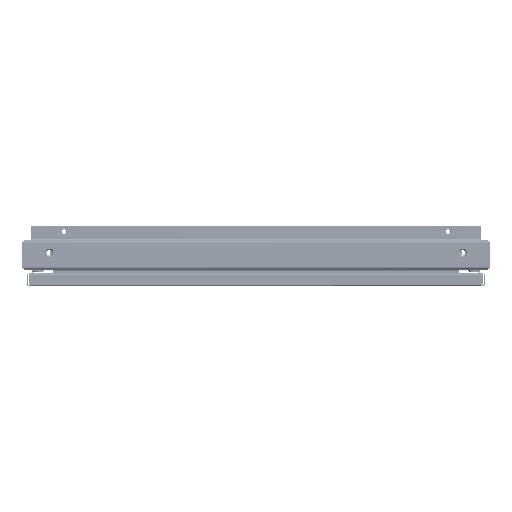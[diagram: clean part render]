
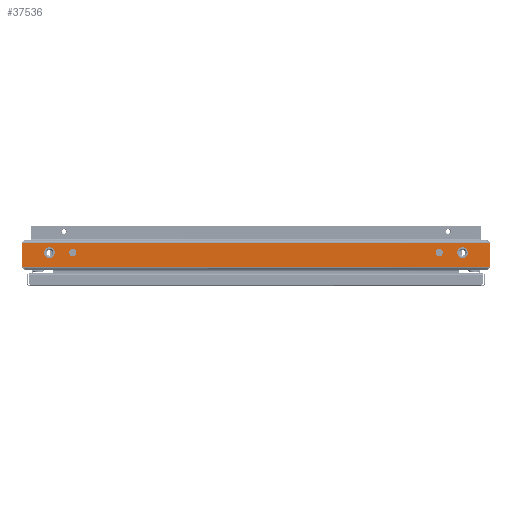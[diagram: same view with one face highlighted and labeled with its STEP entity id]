
A CAD part, front view. The second image highlights one B-rep face of the part: STEP entity #37536.
In plain terms, the highlighted face is planar.
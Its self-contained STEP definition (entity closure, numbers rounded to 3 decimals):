
#560 = ORIENTED_EDGE ( 'NONE', *, *, #60640, .F. ) ;
#996 = EDGE_CURVE ( 'NONE', #55634, #32183, #47321, .T. ) ;
#1693 = CIRCLE ( 'NONE', #37365, 5.5 ) ;
#3366 = FACE_BOUND ( 'NONE', #23556, .T. ) ;
#4240 = CARTESIAN_POINT ( 'NONE',  ( 269., -3.319, 0. ) ) ;
#5270 = DIRECTION ( 'NONE',  ( 1., 0., 0. ) ) ;
#6014 = CARTESIAN_POINT ( 'NONE',  ( -350., -18., 0. ) ) ;
#6653 = ORIENTED_EDGE ( 'NONE', *, *, #996, .T. ) ;
#7317 = VERTEX_POINT ( 'NONE', #40056 ) ;
#7642 = CIRCLE ( 'NONE', #59916, 8. ) ;
#7663 = VECTOR ( 'NONE', #21433, 1000. ) ;
#7811 = VERTEX_POINT ( 'NONE', #35133 ) ;
#8004 = EDGE_LOOP ( 'NONE', ( #69579, #42559 ) ) ;
#8212 = CIRCLE ( 'NONE', #10590, 8. ) ;
#9191 = ORIENTED_EDGE ( 'NONE', *, *, #66552, .T. ) ;
#9382 = DIRECTION ( 'NONE',  ( -1., 0., 0. ) ) ;
#9432 = EDGE_CURVE ( 'NONE', #26508, #55634, #67784, .T. ) ;
#10129 = VERTEX_POINT ( 'NONE', #33654 ) ;
#10590 = AXIS2_PLACEMENT_3D ( 'NONE', #33803, #12194, #28954 ) ;
#10644 = LINE ( 'NONE', #72456, #7663 ) ;
#10907 = DIRECTION ( 'NONE',  ( 1., 0., 0. ) ) ;
#12194 = DIRECTION ( 'NONE',  ( 0., 0., 1. ) ) ;
#12828 = EDGE_CURVE ( 'NONE', #38636, #23447, #10644, .T. ) ;
#12931 = CARTESIAN_POINT ( 'NONE',  ( -274.5, -3.319, 0. ) ) ;
#13290 = CARTESIAN_POINT ( 'NONE',  ( -317.5, -3.319, 0. ) ) ;
#14632 = CIRCLE ( 'NONE', #40787, 5.5 ) ;
#16531 = EDGE_CURVE ( 'NONE', #46829, #10129, #21311, .T. ) ;
#16876 = CARTESIAN_POINT ( 'NONE',  ( 350., 18., 0. ) ) ;
#17439 = CARTESIAN_POINT ( 'NONE',  ( 274.5, -3.319, 0. ) ) ;
#17806 = DIRECTION ( 'NONE',  ( 0., 0., -1. ) ) ;
#18317 = CARTESIAN_POINT ( 'NONE',  ( -301.5, -3.319, 0. ) ) ;
#18408 = LINE ( 'NONE', #18767, #62748 ) ;
#18767 = CARTESIAN_POINT ( 'NONE',  ( -350., -18., 0. ) ) ;
#19238 = DIRECTION ( 'NONE',  ( 0., 0., -1. ) ) ;
#19388 = VERTEX_POINT ( 'NONE', #70888 ) ;
#19745 = PLANE ( 'NONE',  #59922 ) ;
#20177 = CARTESIAN_POINT ( 'NONE',  ( -269., -3.319, 0. ) ) ;
#20712 = EDGE_CURVE ( 'NONE', #51800, #35901, #14632, .T. ) ;
#21311 = CIRCLE ( 'NONE', #32009, 8. ) ;
#21433 = DIRECTION ( 'NONE',  ( 1., 0., 0. ) ) ;
#21546 = VECTOR ( 'NONE', #56160, 1000. ) ;
#21950 = VECTOR ( 'NONE', #23117, 1000. ) ;
#23117 = DIRECTION ( 'NONE',  ( 1., 0., 0. ) ) ;
#23447 = VERTEX_POINT ( 'NONE', #35102 ) ;
#23556 = EDGE_LOOP ( 'NONE', ( #560, #48308 ) ) ;
#23756 = DIRECTION ( 'NONE',  ( -1., 0., 0. ) ) ;
#23876 = DIRECTION ( 'NONE',  ( -1., 0., 0. ) ) ;
#24825 = DIRECTION ( 'NONE',  ( 0., 0., 1. ) ) ;
#25100 = DIRECTION ( 'NONE',  ( 1., 0., 0. ) ) ;
#25698 = FACE_BOUND ( 'NONE', #53399, .T. ) ;
#26128 = EDGE_CURVE ( 'NONE', #23447, #19388, #18408, .T. ) ;
#26508 = VERTEX_POINT ( 'NONE', #29499 ) ;
#27476 = EDGE_LOOP ( 'NONE', ( #51722, #42240 ) ) ;
#27541 = EDGE_CURVE ( 'NONE', #32183, #70966, #45546, .T. ) ;
#28585 = AXIS2_PLACEMENT_3D ( 'NONE', #12931, #24825, #35651 ) ;
#28747 = ORIENTED_EDGE ( 'NONE', *, *, #9432, .T. ) ;
#28954 = DIRECTION ( 'NONE',  ( 1., 0., 0. ) ) ;
#29499 = CARTESIAN_POINT ( 'NONE',  ( 348., 18., 0. ) ) ;
#29843 = CARTESIAN_POINT ( 'NONE',  ( 350., 18., 0. ) ) ;
#30184 = CARTESIAN_POINT ( 'NONE',  ( -280., -3.319, 0. ) ) ;
#31659 = FACE_BOUND ( 'NONE', #8004, .T. ) ;
#32009 = AXIS2_PLACEMENT_3D ( 'NONE', #63772, #55163, #9382 ) ;
#32183 = VERTEX_POINT ( 'NONE', #45479 ) ;
#32389 = CARTESIAN_POINT ( 'NONE',  ( 0., 0., 0. ) ) ;
#33654 = CARTESIAN_POINT ( 'NONE',  ( 317.5, -3.319, 0. ) ) ;
#33803 = CARTESIAN_POINT ( 'NONE',  ( -309.5, -3.319, 0. ) ) ;
#34374 = LINE ( 'NONE', #16876, #70459 ) ;
#34866 = EDGE_CURVE ( 'NONE', #19388, #7811, #68788, .T. ) ;
#35102 = CARTESIAN_POINT ( 'NONE',  ( 347.935, -18., 0. ) ) ;
#35133 = CARTESIAN_POINT ( 'NONE',  ( 350., 18., 0. ) ) ;
#35624 = CARTESIAN_POINT ( 'NONE',  ( 309.5, -3.319, 0. ) ) ;
#35651 = DIRECTION ( 'NONE',  ( 1., 0., 0. ) ) ;
#35901 = VERTEX_POINT ( 'NONE', #20177 ) ;
#36883 = FACE_BOUND ( 'NONE', #27476, .T. ) ;
#37365 = AXIS2_PLACEMENT_3D ( 'NONE', #52394, #19238, #46440 ) ;
#37536 = ADVANCED_FACE ( 'NONE', ( #36883, #25698, #31659, #3366, #71861 ), #19745, .F. ) ;
#37966 = CARTESIAN_POINT ( 'NONE',  ( 301.5, -3.319, 0. ) ) ;
#38528 = CARTESIAN_POINT ( 'NONE',  ( -348., 18., 0. ) ) ;
#38636 = VERTEX_POINT ( 'NONE', #70909 ) ;
#38872 = EDGE_CURVE ( 'NONE', #43877, #59504, #7642, .T. ) ;
#39064 = ORIENTED_EDGE ( 'NONE', *, *, #40484, .T. ) ;
#39877 = CARTESIAN_POINT ( 'NONE',  ( 350., 18., 0. ) ) ;
#40056 = CARTESIAN_POINT ( 'NONE',  ( 280., -3.319, 0. ) ) ;
#40079 = EDGE_CURVE ( 'NONE', #70966, #38636, #41000, .T. ) ;
#40331 = DIRECTION ( 'NONE',  ( 0., -1., 0. ) ) ;
#40484 = EDGE_CURVE ( 'NONE', #7317, #72105, #68379, .T. ) ;
#40522 = CARTESIAN_POINT ( 'NONE',  ( 350., -22., 0. ) ) ;
#40628 = DIRECTION ( 'NONE',  ( -1., 0., 0. ) ) ;
#40747 = ORIENTED_EDGE ( 'NONE', *, *, #26128, .T. ) ;
#40787 = AXIS2_PLACEMENT_3D ( 'NONE', #71987, #43693, #10907 ) ;
#41000 = LINE ( 'NONE', #6014, #21950 ) ;
#41640 = CIRCLE ( 'NONE', #28585, 5.5 ) ;
#41910 = ORIENTED_EDGE ( 'NONE', *, *, #34866, .T. ) ;
#42073 = VECTOR ( 'NONE', #23876, 1000. ) ;
#42240 = ORIENTED_EDGE ( 'NONE', *, *, #16531, .T. ) ;
#42559 = ORIENTED_EDGE ( 'NONE', *, *, #38872, .F. ) ;
#43693 = DIRECTION ( 'NONE',  ( 0., 0., 1. ) ) ;
#43877 = VERTEX_POINT ( 'NONE', #13290 ) ;
#44304 = VECTOR ( 'NONE', #40628, 1000. ) ;
#45479 = CARTESIAN_POINT ( 'NONE',  ( -350., 18., 0. ) ) ;
#45546 = LINE ( 'NONE', #51850, #53373 ) ;
#46440 = DIRECTION ( 'NONE',  ( -1., 0., 0. ) ) ;
#46829 = VERTEX_POINT ( 'NONE', #37966 ) ;
#47158 = DIRECTION ( 'NONE',  ( 0., 0., -1. ) ) ;
#47321 = LINE ( 'NONE', #29843, #42073 ) ;
#48308 = ORIENTED_EDGE ( 'NONE', *, *, #20712, .F. ) ;
#48419 = DIRECTION ( 'NONE',  ( -1., 0., 0. ) ) ;
#50619 = ORIENTED_EDGE ( 'NONE', *, *, #12828, .T. ) ;
#51019 = EDGE_CURVE ( 'NONE', #7811, #26508, #34374, .T. ) ;
#51722 = ORIENTED_EDGE ( 'NONE', *, *, #70185, .T. ) ;
#51800 = VERTEX_POINT ( 'NONE', #30184 ) ;
#51850 = CARTESIAN_POINT ( 'NONE',  ( -350., -22., 0. ) ) ;
#52394 = CARTESIAN_POINT ( 'NONE',  ( 274.5, -3.319, 0. ) ) ;
#53373 = VECTOR ( 'NONE', #40331, 1000. ) ;
#53399 = EDGE_LOOP ( 'NONE', ( #39064, #9191 ) ) ;
#53482 = DIRECTION ( 'NONE',  ( -1., 0., 0. ) ) ;
#55163 = DIRECTION ( 'NONE',  ( 0., 0., -1. ) ) ;
#55634 = VERTEX_POINT ( 'NONE', #38528 ) ;
#55650 = AXIS2_PLACEMENT_3D ( 'NONE', #35624, #47158, #53482 ) ;
#56160 = DIRECTION ( 'NONE',  ( 0., 1., 0. ) ) ;
#56716 = DIRECTION ( 'NONE',  ( -1., 0., 0. ) ) ;
#59504 = VERTEX_POINT ( 'NONE', #18317 ) ;
#59871 = ORIENTED_EDGE ( 'NONE', *, *, #51019, .T. ) ;
#59916 = AXIS2_PLACEMENT_3D ( 'NONE', #72285, #67053, #5270 ) ;
#59922 = AXIS2_PLACEMENT_3D ( 'NONE', #32389, #66627, #48419 ) ;
#60640 = EDGE_CURVE ( 'NONE', #35901, #51800, #41640, .T. ) ;
#61431 = AXIS2_PLACEMENT_3D ( 'NONE', #17439, #17806, #23756 ) ;
#61903 = CARTESIAN_POINT ( 'NONE',  ( -350., -18., 0. ) ) ;
#62748 = VECTOR ( 'NONE', #25100, 1000. ) ;
#63772 = CARTESIAN_POINT ( 'NONE',  ( 309.5, -3.319, 0. ) ) ;
#64764 = EDGE_LOOP ( 'NONE', ( #73528, #50619, #40747, #41910, #59871, #28747, #6653, #69997 ) ) ;
#66552 = EDGE_CURVE ( 'NONE', #72105, #7317, #1693, .T. ) ;
#66627 = DIRECTION ( 'NONE',  ( 0., 0., -1. ) ) ;
#67053 = DIRECTION ( 'NONE',  ( 0., 0., 1. ) ) ;
#67784 = LINE ( 'NONE', #39877, #44304 ) ;
#68379 = CIRCLE ( 'NONE', #61431, 5.5 ) ;
#68726 = CIRCLE ( 'NONE', #55650, 8. ) ;
#68788 = LINE ( 'NONE', #40522, #21546 ) ;
#69579 = ORIENTED_EDGE ( 'NONE', *, *, #71423, .F. ) ;
#69997 = ORIENTED_EDGE ( 'NONE', *, *, #27541, .T. ) ;
#70185 = EDGE_CURVE ( 'NONE', #10129, #46829, #68726, .T. ) ;
#70459 = VECTOR ( 'NONE', #56716, 1000. ) ;
#70888 = CARTESIAN_POINT ( 'NONE',  ( 350., -18., 0. ) ) ;
#70909 = CARTESIAN_POINT ( 'NONE',  ( -347.935, -18., 0. ) ) ;
#70966 = VERTEX_POINT ( 'NONE', #61903 ) ;
#71423 = EDGE_CURVE ( 'NONE', #59504, #43877, #8212, .T. ) ;
#71861 = FACE_OUTER_BOUND ( 'NONE', #64764, .T. ) ;
#71987 = CARTESIAN_POINT ( 'NONE',  ( -274.5, -3.319, 0. ) ) ;
#72105 = VERTEX_POINT ( 'NONE', #4240 ) ;
#72285 = CARTESIAN_POINT ( 'NONE',  ( -309.5, -3.319, 0. ) ) ;
#72456 = CARTESIAN_POINT ( 'NONE',  ( -350., -18., 0. ) ) ;
#73528 = ORIENTED_EDGE ( 'NONE', *, *, #40079, .T. ) ;
